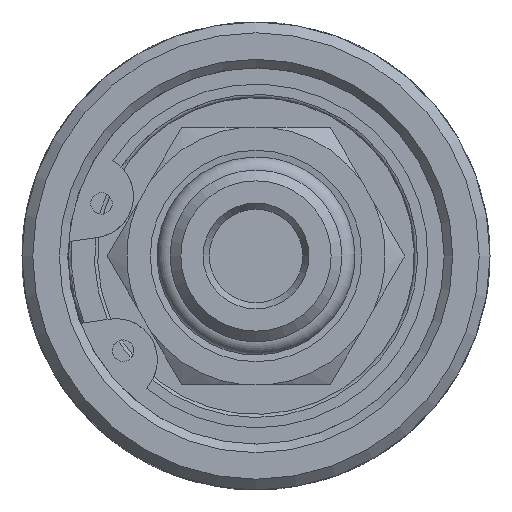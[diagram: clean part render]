
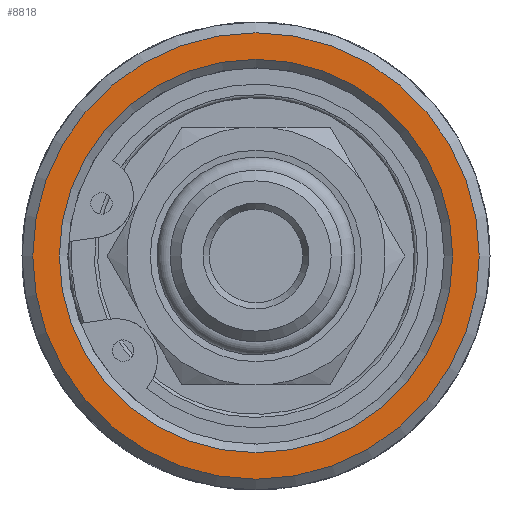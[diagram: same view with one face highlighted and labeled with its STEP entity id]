
A CAD part, left-side view. The second image highlights one B-rep face of the part: STEP entity #8818.
In plain terms, the highlighted planar face has unit normal (-1, 0, 0).
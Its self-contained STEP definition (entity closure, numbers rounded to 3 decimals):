
#2270=FACE_BOUND('',#3205,.T.);
#2696=FACE_OUTER_BOUND('',#3204,.T.);
#3204=EDGE_LOOP('',(#7966,#7967));
#3205=EDGE_LOOP('',(#7968,#7969));
#3493=CIRCLE('',#9386,18.325);
#3494=CIRCLE('',#9387,18.325);
#3495=CIRCLE('',#9389,20.8);
#3496=CIRCLE('',#9390,20.8);
#4328=VERTEX_POINT('',#62883);
#4329=VERTEX_POINT('',#62885);
#4330=VERTEX_POINT('',#62889);
#4331=VERTEX_POINT('',#62890);
#5562=EDGE_CURVE('',#4329,#4328,#3493,.T.);
#5563=EDGE_CURVE('',#4328,#4329,#3494,.T.);
#5564=EDGE_CURVE('',#4330,#4331,#3495,.T.);
#5565=EDGE_CURVE('',#4331,#4330,#3496,.T.);
#7966=ORIENTED_EDGE('',*,*,#5564,.F.);
#7967=ORIENTED_EDGE('',*,*,#5565,.F.);
#7968=ORIENTED_EDGE('',*,*,#5562,.T.);
#7969=ORIENTED_EDGE('',*,*,#5563,.T.);
#8382=PLANE('',#9388);
#8818=ADVANCED_FACE('',(#2696,#2270),#8382,.T.);
#9386=AXIS2_PLACEMENT_3D('',#62886,#10960,#10961);
#9387=AXIS2_PLACEMENT_3D('',#62887,#10962,#10963);
#9388=AXIS2_PLACEMENT_3D('',#62888,#10964,#10965);
#9389=AXIS2_PLACEMENT_3D('',#62891,#10966,#10967);
#9390=AXIS2_PLACEMENT_3D('',#62892,#10968,#10969);
#10960=DIRECTION('center_axis',(1.,0.,0.));
#10961=DIRECTION('ref_axis',(0.,1.,0.));
#10962=DIRECTION('center_axis',(1.,0.,0.));
#10963=DIRECTION('ref_axis',(0.,1.,0.));
#10964=DIRECTION('center_axis',(-1.,0.,0.));
#10965=DIRECTION('ref_axis',(0.,0.,1.));
#10966=DIRECTION('center_axis',(1.,0.,0.));
#10967=DIRECTION('ref_axis',(0.,1.,0.));
#10968=DIRECTION('center_axis',(1.,0.,0.));
#10969=DIRECTION('ref_axis',(0.,1.,0.));
#62883=CARTESIAN_POINT('',(0.,-18.325,0.));
#62885=CARTESIAN_POINT('',(0.,18.325,0.));
#62886=CARTESIAN_POINT('Origin',(0.,0.,0.));
#62887=CARTESIAN_POINT('Origin',(0.,0.,0.));
#62888=CARTESIAN_POINT('Origin',(0.,10.4,0.));
#62889=CARTESIAN_POINT('',(0.,20.8,0.));
#62890=CARTESIAN_POINT('',(0.,-20.8,0.));
#62891=CARTESIAN_POINT('Origin',(0.,0.,0.));
#62892=CARTESIAN_POINT('Origin',(0.,0.,0.));
